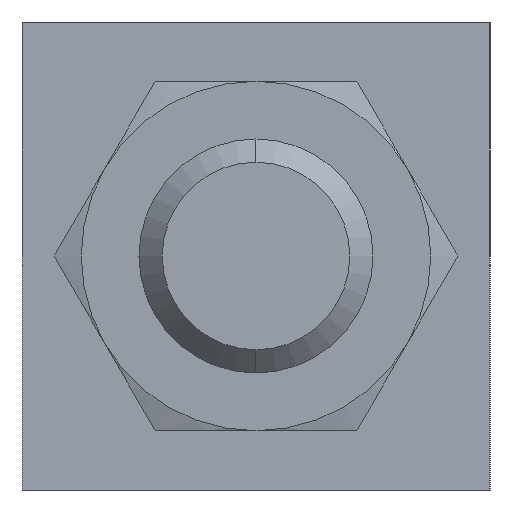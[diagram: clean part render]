
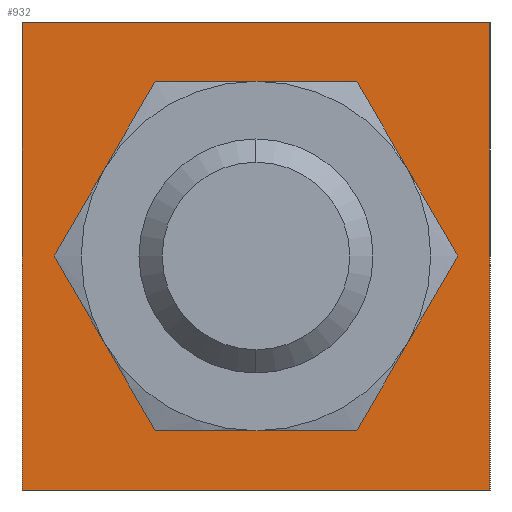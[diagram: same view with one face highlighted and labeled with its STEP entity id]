
A CAD part, left-side view. The second image highlights one B-rep face of the part: STEP entity #932.
In plain terms, the highlighted planar face has unit normal (-1, 0, 0).
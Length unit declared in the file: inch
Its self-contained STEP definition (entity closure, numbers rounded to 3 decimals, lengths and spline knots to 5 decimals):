
#41 = DIRECTION ( 'NONE',  ( 0., 0., -1. ) ) ;
#43 = CARTESIAN_POINT ( 'NONE',  ( -0.72, 0.375, -0.375 ) ) ;
#134 = CARTESIAN_POINT ( 'NONE',  ( -0.72, -0.375, 0.375 ) ) ;
#218 = CARTESIAN_POINT ( 'NONE',  ( -0.72, 0.375, -0.375 ) ) ;
#277 = CARTESIAN_POINT ( 'NONE',  ( -0.72, 0., 0. ) ) ;
#308 = CARTESIAN_POINT ( 'NONE',  ( -0.72, 0.375, 0.375 ) ) ;
#310 = CARTESIAN_POINT ( 'NONE',  ( -0.72, 0.375, 0.375 ) ) ;
#367 = AXIS2_PLACEMENT_3D ( 'NONE', #1013, #618, #1526 ) ;
#389 = DIRECTION ( 'NONE',  ( 0., 0., -1. ) ) ;
#408 = AXIS2_PLACEMENT_3D ( 'NONE', #1473, #1368, #1241 ) ;
#412 = CARTESIAN_POINT ( 'NONE',  ( -0.72, 0., -0.1875 ) ) ;
#518 = EDGE_CURVE ( 'NONE', #1286, #1333, #949, .T. ) ;
#539 = CARTESIAN_POINT ( 'NONE',  ( -0.72, -0.375, 0.375 ) ) ;
#578 = FACE_BOUND ( 'NONE', #1436, .T. ) ;
#582 = FACE_OUTER_BOUND ( 'NONE', #1244, .T. ) ;
#611 = EDGE_CURVE ( 'NONE', #1450, #1527, #893, .T. ) ;
#615 = EDGE_CURVE ( 'NONE', #1527, #1500, #892, .T. ) ;
#618 = DIRECTION ( 'NONE',  ( 1., 0., 0. ) ) ;
#620 = EDGE_CURVE ( 'NONE', #1306, #1500, #881, .T. ) ;
#647 = EDGE_CURVE ( 'NONE', #1450, #1306, #823, .T. ) ;
#653 = EDGE_CURVE ( 'NONE', #1333, #1286, #834, .T. ) ;
#676 = ORIENTED_EDGE ( 'NONE', *, *, #611, .T. ) ;
#718 = DIRECTION ( 'NONE',  ( 0., -1., 0. ) ) ;
#723 = CARTESIAN_POINT ( 'NONE',  ( -0.72, -0.375, -0.375 ) ) ;
#823 = LINE ( 'NONE', #1457, #828 ) ;
#828 = VECTOR ( 'NONE', #1212, 39.37008 ) ;
#834 = CIRCLE ( 'NONE', #1299, 0.1875 ) ;
#875 = VECTOR ( 'NONE', #41, 39.37008 ) ;
#877 = VECTOR ( 'NONE', #718, 39.37008 ) ;
#881 = LINE ( 'NONE', #134, #875 ) ;
#883 = VECTOR ( 'NONE', #1116, 39.37008 ) ;
#892 = LINE ( 'NONE', #218, #877 ) ;
#893 = LINE ( 'NONE', #310, #883 ) ;
#932 = ADVANCED_FACE ( 'PLANAR_0', ( #582, #578 ), #1414, .F. ) ;
#949 = CIRCLE ( 'NONE', #408, 0.1875 ) ;
#1013 = CARTESIAN_POINT ( 'NONE',  ( -0.72, 0.375, 0.375 ) ) ;
#1116 = DIRECTION ( 'NONE',  ( 0., 0., -1. ) ) ;
#1212 = DIRECTION ( 'NONE',  ( 0., -1., 0. ) ) ;
#1220 = DIRECTION ( 'NONE',  ( -1., 0., 0. ) ) ;
#1230 = CARTESIAN_POINT ( 'NONE',  ( -0.72, 0., 0.1875 ) ) ;
#1232 = ORIENTED_EDGE ( 'NONE', *, *, #615, .T. ) ;
#1236 = ORIENTED_EDGE ( 'NONE', *, *, #620, .F. ) ;
#1241 = DIRECTION ( 'NONE',  ( 0., 0., -1. ) ) ;
#1244 = EDGE_LOOP ( 'NONE', ( #676, #1232, #1236, #1249 ) ) ;
#1249 = ORIENTED_EDGE ( 'NONE', *, *, #647, .F. ) ;
#1250 = ORIENTED_EDGE ( 'NONE', *, *, #518, .F. ) ;
#1251 = ORIENTED_EDGE ( 'NONE', *, *, #653, .F. ) ;
#1286 = VERTEX_POINT ( 'NONE', #1230 ) ;
#1299 = AXIS2_PLACEMENT_3D ( 'NONE', #277, #1220, #389 ) ;
#1306 = VERTEX_POINT ( 'NONE', #539 ) ;
#1333 = VERTEX_POINT ( 'NONE', #412 ) ;
#1368 = DIRECTION ( 'NONE',  ( -1., 0., 0. ) ) ;
#1414 = PLANE ( 'NONE',  #367 ) ;
#1436 = EDGE_LOOP ( 'NONE', ( #1250, #1251 ) ) ;
#1450 = VERTEX_POINT ( 'NONE', #308 ) ;
#1457 = CARTESIAN_POINT ( 'NONE',  ( -0.72, 0.375, 0.375 ) ) ;
#1473 = CARTESIAN_POINT ( 'NONE',  ( -0.72, 0., 0. ) ) ;
#1500 = VERTEX_POINT ( 'NONE', #723 ) ;
#1526 = DIRECTION ( 'NONE',  ( 0., 0., -1. ) ) ;
#1527 = VERTEX_POINT ( 'NONE', #43 ) ;
